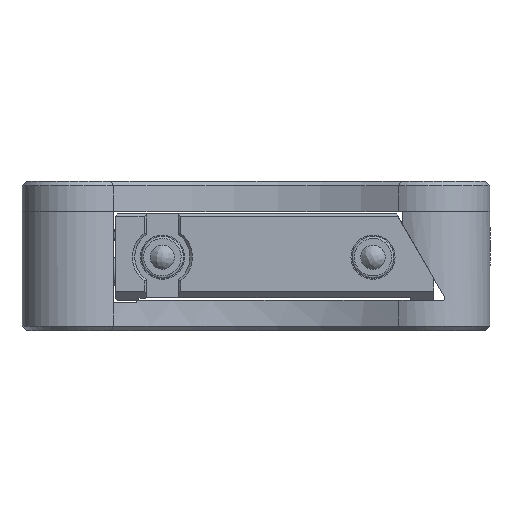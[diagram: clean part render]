
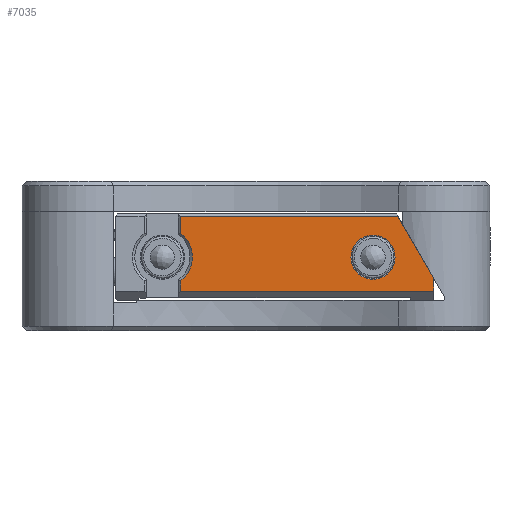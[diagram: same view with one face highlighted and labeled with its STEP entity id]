
A CAD part, left-side view. The second image highlights one B-rep face of the part: STEP entity #7035.
In plain terms, the highlighted planar face has unit normal (-1, 0, 0).
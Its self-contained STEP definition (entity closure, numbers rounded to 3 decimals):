
#21 = ORIENTED_EDGE ( 'NONE', *, *, #8779, .T. ) ;
#238 = DIRECTION ( 'NONE',  ( -1., 0., 0. ) ) ;
#394 = ORIENTED_EDGE ( 'NONE', *, *, #6616, .F. ) ;
#437 = EDGE_CURVE ( 'NONE', #11929, #11354, #9815, .T. ) ;
#453 = DIRECTION ( 'NONE',  ( 0., 0., -1. ) ) ;
#854 = EDGE_CURVE ( 'NONE', #13526, #13808, #10221, .T. ) ;
#1147 = ORIENTED_EDGE ( 'NONE', *, *, #437, .F. ) ;
#2304 = CARTESIAN_POINT ( 'NONE',  ( -53.049, -16.093, 56.769 ) ) ;
#2374 = VERTEX_POINT ( 'NONE', #8255 ) ;
#3026 = ORIENTED_EDGE ( 'NONE', *, *, #11650, .F. ) ;
#3104 = CARTESIAN_POINT ( 'NONE',  ( -53.049, 7.319, 54.905 ) ) ;
#3147 = DIRECTION ( 'NONE',  ( 0., 0., 1. ) ) ;
#3430 = CARTESIAN_POINT ( 'NONE',  ( -53.049, -20.157, 48.641 ) ) ;
#3503 = LINE ( 'NONE', #2304, #17003 ) ;
#3598 = CARTESIAN_POINT ( 'NONE',  ( -53.049, -13.553, 54.722 ) ) ;
#3739 = AXIS2_PLACEMENT_3D ( 'NONE', #11683, #6204, #14548 ) ;
#4347 = EDGE_CURVE ( 'NONE', #11969, #11138, #9578, .T. ) ;
#4569 = CARTESIAN_POINT ( 'NONE',  ( -53.049, 7.319, 48.641 ) ) ;
#4631 = EDGE_CURVE ( 'NONE', #13808, #11929, #5633, .T. ) ;
#5026 = AXIS2_PLACEMENT_3D ( 'NONE', #17172, #238, #11596 ) ;
#5083 = VECTOR ( 'NONE', #12597, 1000. ) ;
#5629 = LINE ( 'NONE', #6936, #9889 ) ;
#5633 = CIRCLE ( 'NONE', #5026, 3.257 ) ;
#5817 = ORIENTED_EDGE ( 'NONE', *, *, #4631, .F. ) ;
#6079 = VECTOR ( 'NONE', #14087, 1000. ) ;
#6204 = DIRECTION ( 'NONE',  ( -1., 0., 0. ) ) ;
#6518 = VECTOR ( 'NONE', #16818, 1000. ) ;
#6616 = EDGE_CURVE ( 'NONE', #2374, #11969, #5629, .T. ) ;
#6800 = ORIENTED_EDGE ( 'NONE', *, *, #4347, .F. ) ;
#6936 = CARTESIAN_POINT ( 'NONE',  ( -53.049, -16.24, 56.769 ) ) ;
#6951 = CARTESIAN_POINT ( 'NONE',  ( -53.049, -20.157, 48.641 ) ) ;
#7035 = ADVANCED_FACE ( 'NONE', ( #9112, #17381 ), #13012, .F. ) ;
#8255 = CARTESIAN_POINT ( 'NONE',  ( -53.049, -16.24, 56.769 ) ) ;
#8427 = LINE ( 'NONE', #6951, #6079 ) ;
#8779 = EDGE_CURVE ( 'NONE', #13526, #11138, #8427, .T. ) ;
#9087 = EDGE_LOOP ( 'NONE', ( #21, #6800, #394, #12551, #1147, #5817, #12269 ) ) ;
#9112 = FACE_OUTER_BOUND ( 'NONE', #9087, .T. ) ;
#9370 = CARTESIAN_POINT ( 'NONE',  ( -53.049, 7.319, 56.769 ) ) ;
#9578 = LINE ( 'NONE', #12262, #6518 ) ;
#9815 = LINE ( 'NONE', #13983, #5083 ) ;
#9889 = VECTOR ( 'NONE', #15647, 1000. ) ;
#10221 = LINE ( 'NONE', #15878, #14838 ) ;
#10240 = DIRECTION ( 'NONE',  ( 1., 0., 0. ) ) ;
#11138 = VERTEX_POINT ( 'NONE', #3430 ) ;
#11354 = VERTEX_POINT ( 'NONE', #9370 ) ;
#11596 = DIRECTION ( 'NONE',  ( 0., 0., 1. ) ) ;
#11650 = EDGE_CURVE ( 'NONE', #17644, #17644, #16469, .T. ) ;
#11683 = CARTESIAN_POINT ( 'NONE',  ( -53.049, -13.553, 52.324 ) ) ;
#11929 = VERTEX_POINT ( 'NONE', #3104 ) ;
#11969 = VERTEX_POINT ( 'NONE', #16479 ) ;
#12262 = CARTESIAN_POINT ( 'NONE',  ( -53.049, -20.157, 57.023 ) ) ;
#12269 = ORIENTED_EDGE ( 'NONE', *, *, #854, .F. ) ;
#12551 = ORIENTED_EDGE ( 'NONE', *, *, #17301, .F. ) ;
#12597 = DIRECTION ( 'NONE',  ( 0., 0., 1. ) ) ;
#13012 = PLANE ( 'NONE',  #14933 ) ;
#13526 = VERTEX_POINT ( 'NONE', #4569 ) ;
#13643 = DIRECTION ( 'NONE',  ( 0., -1., 0. ) ) ;
#13808 = VERTEX_POINT ( 'NONE', #16837 ) ;
#13983 = CARTESIAN_POINT ( 'NONE',  ( -53.049, 7.319, 57.023 ) ) ;
#14087 = DIRECTION ( 'NONE',  ( 0., -1., 0. ) ) ;
#14352 = EDGE_LOOP ( 'NONE', ( #3026 ) ) ;
#14548 = DIRECTION ( 'NONE',  ( 0., 0., 1. ) ) ;
#14838 = VECTOR ( 'NONE', #3147, 1000. ) ;
#14933 = AXIS2_PLACEMENT_3D ( 'NONE', #17201, #10240, #453 ) ;
#15647 = DIRECTION ( 'NONE',  ( 0., -0.5, -0.866 ) ) ;
#15878 = CARTESIAN_POINT ( 'NONE',  ( -53.049, 7.319, 57.023 ) ) ;
#16469 = CIRCLE ( 'NONE', #3739, 2.398 ) ;
#16479 = CARTESIAN_POINT ( 'NONE',  ( -53.049, -20.157, 49.984 ) ) ;
#16818 = DIRECTION ( 'NONE',  ( 0., 0., -1. ) ) ;
#16837 = CARTESIAN_POINT ( 'NONE',  ( -53.049, 7.319, 49.743 ) ) ;
#17003 = VECTOR ( 'NONE', #13643, 1000. ) ;
#17172 = CARTESIAN_POINT ( 'NONE',  ( -53.049, 9.307, 52.324 ) ) ;
#17201 = CARTESIAN_POINT ( 'NONE',  ( -53.049, -16.093, 57.023 ) ) ;
#17301 = EDGE_CURVE ( 'NONE', #11354, #2374, #3503, .T. ) ;
#17381 = FACE_BOUND ( 'NONE', #14352, .T. ) ;
#17644 = VERTEX_POINT ( 'NONE', #3598 ) ;
